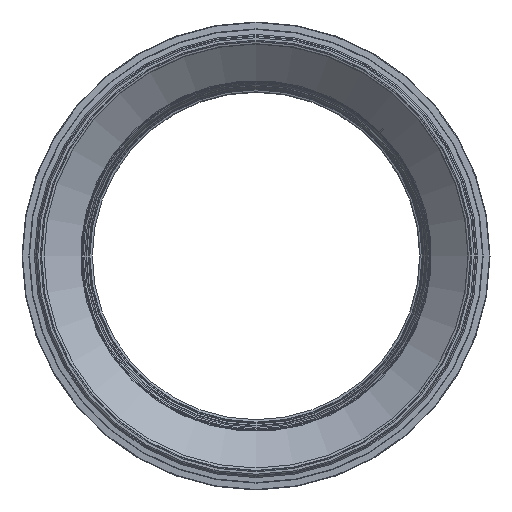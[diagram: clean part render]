
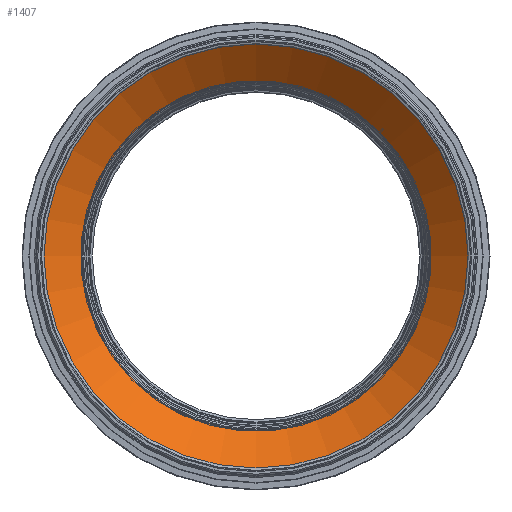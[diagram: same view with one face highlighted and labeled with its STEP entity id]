
A CAD part, front view. The second image highlights one B-rep face of the part: STEP entity #1407.
In plain terms, the highlighted conical face has half-angle 50.723 degrees and reference radius 70.263 mm.
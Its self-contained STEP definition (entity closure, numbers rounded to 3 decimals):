
#1373=CARTESIAN_POINT('',(77.532,50.463,0.0));
#1374=VERTEX_POINT('',#1373);
#1375=CARTESIAN_POINT('',(0.0,50.463,0.0));
#1376=DIRECTION('',(0.0,-1.0,0.0));
#1377=DIRECTION('',(1.0,0.0,0.0));
#1378=AXIS2_PLACEMENT_3D('',#1375,#1376,#1377);
#1379=CIRCLE('',#1378,77.532);
#1380=EDGE_CURVE('',#1374,#1374,#1379,.T.);
#1388=CARTESIAN_POINT('',(0.0,56.408,0.0));
#1389=DIRECTION('',(0.0,-1.0,0.0));
#1390=DIRECTION('',(1.0,0.0,0.0));
#1391=AXIS2_PLACEMENT_3D('',#1388,#1389,#1390);
#1392=CONICAL_SURFACE('',#1391,70.263,50.723);
#1393=CARTESIAN_POINT('',(62.993,62.354,0.0));
#1394=VERTEX_POINT('',#1393);
#1395=CARTESIAN_POINT('',(0.0,62.354,0.0));
#1396=DIRECTION('',(0.0,-1.0,0.0));
#1397=DIRECTION('',(1.0,0.0,0.0));
#1398=AXIS2_PLACEMENT_3D('',#1395,#1396,#1397);
#1399=CIRCLE('',#1398,62.993);
#1400=EDGE_CURVE('',#1394,#1394,#1399,.T.);
#1401=ORIENTED_EDGE('',*,*,#1400,.F.);
#1402=EDGE_LOOP('',(#1401));
#1403=FACE_OUTER_BOUND('',#1402,.T.);
#1404=ORIENTED_EDGE('',*,*,#1380,.T.);
#1405=EDGE_LOOP('',(#1404));
#1406=FACE_BOUND('',#1405,.T.);
#1407=ADVANCED_FACE('',(#1403,#1406),#1392,.F.);
